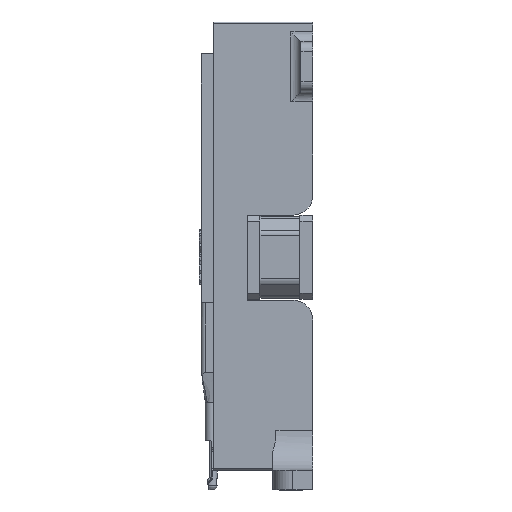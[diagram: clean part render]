
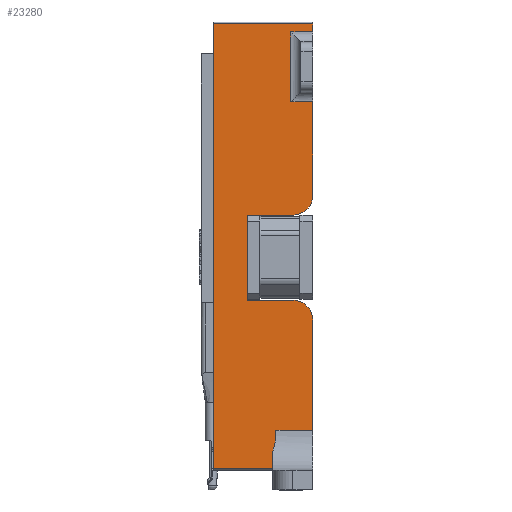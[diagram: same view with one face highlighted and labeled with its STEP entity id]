
A CAD part, left-side view. The second image highlights one B-rep face of the part: STEP entity #23280.
In plain terms, the highlighted face is planar.
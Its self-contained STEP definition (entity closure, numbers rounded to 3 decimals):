
#929=ELLIPSE('',#24852,2.236,2.);
#1630=LINE('',#34003,#4075);
#1716=LINE('',#34772,#4161);
#1722=LINE('',#34788,#4167);
#1725=LINE('',#34800,#4170);
#1727=LINE('',#34804,#4172);
#1728=LINE('',#34806,#4173);
#1729=LINE('',#34808,#4174);
#1730=LINE('',#34810,#4175);
#1731=LINE('',#34812,#4176);
#1732=LINE('',#34814,#4177);
#1733=LINE('',#34816,#4178);
#1734=LINE('',#34818,#4179);
#1735=LINE('',#34822,#4180);
#1736=LINE('',#34823,#4181);
#4075=VECTOR('',#27002,10.);
#4161=VECTOR('',#27346,10.);
#4167=VECTOR('',#27364,10.);
#4170=VECTOR('',#27377,10.);
#4172=VECTOR('',#27381,10.);
#4173=VECTOR('',#27382,10.);
#4174=VECTOR('',#27383,10.);
#4175=VECTOR('',#27384,10.);
#4176=VECTOR('',#27385,10.);
#4177=VECTOR('',#27386,10.);
#4178=VECTOR('',#27387,10.);
#4179=VECTOR('',#27388,10.);
#4180=VECTOR('',#27391,10.);
#4181=VECTOR('',#27392,10.);
#6478=PLANE('',#24851);
#7397=FACE_OUTER_BOUND('',#8696,.T.);
#8696=EDGE_LOOP('',(#16958,#16959,#16960,#16961,#16962,#16963,#16964,#16965,
#16966,#16967,#16968,#16969,#16970,#16971,#16972,#16973,#16974));
#10089=CIRCLE('',#24843,10.);
#10092=CIRCLE('',#24849,10.);
#10889=VERTEX_POINT('',#34000);
#10890=VERTEX_POINT('',#34002);
#10997=VERTEX_POINT('',#34769);
#10998=VERTEX_POINT('',#34771);
#11001=VERTEX_POINT('',#34781);
#11005=VERTEX_POINT('',#34794);
#11006=VERTEX_POINT('',#34796);
#11007=VERTEX_POINT('',#34803);
#11008=VERTEX_POINT('',#34805);
#11009=VERTEX_POINT('',#34807);
#11010=VERTEX_POINT('',#34809);
#11011=VERTEX_POINT('',#34811);
#11012=VERTEX_POINT('',#34813);
#11013=VERTEX_POINT('',#34815);
#11014=VERTEX_POINT('',#34817);
#11015=VERTEX_POINT('',#34819);
#11016=VERTEX_POINT('',#34821);
#13107=EDGE_CURVE('',#10890,#10889,#1630,.T.);
#13283=EDGE_CURVE('',#10997,#10998,#1716,.T.);
#13289=EDGE_CURVE('',#11001,#10997,#10089,.T.);
#13293=EDGE_CURVE('',#11001,#10890,#1722,.T.);
#13296=EDGE_CURVE('',#11005,#11006,#10092,.T.);
#13298=EDGE_CURVE('',#10889,#11006,#1725,.T.);
#13300=EDGE_CURVE('',#11007,#11005,#1727,.T.);
#13301=EDGE_CURVE('',#11008,#11007,#1728,.T.);
#13302=EDGE_CURVE('',#11009,#11008,#1729,.T.);
#13303=EDGE_CURVE('',#11010,#11009,#1730,.T.);
#13304=EDGE_CURVE('',#11011,#11010,#1731,.T.);
#13305=EDGE_CURVE('',#11012,#11011,#1732,.T.);
#13306=EDGE_CURVE('',#11012,#11013,#1733,.T.);
#13307=EDGE_CURVE('',#11014,#11013,#1734,.T.);
#13308=EDGE_CURVE('',#11015,#11014,#929,.T.);
#13309=EDGE_CURVE('',#11015,#11016,#1735,.T.);
#13310=EDGE_CURVE('',#10998,#11016,#1736,.T.);
#16958=ORIENTED_EDGE('',*,*,#13289,.F.);
#16959=ORIENTED_EDGE('',*,*,#13293,.T.);
#16960=ORIENTED_EDGE('',*,*,#13107,.T.);
#16961=ORIENTED_EDGE('',*,*,#13298,.T.);
#16962=ORIENTED_EDGE('',*,*,#13296,.F.);
#16963=ORIENTED_EDGE('',*,*,#13300,.F.);
#16964=ORIENTED_EDGE('',*,*,#13301,.F.);
#16965=ORIENTED_EDGE('',*,*,#13302,.F.);
#16966=ORIENTED_EDGE('',*,*,#13303,.F.);
#16967=ORIENTED_EDGE('',*,*,#13304,.F.);
#16968=ORIENTED_EDGE('',*,*,#13305,.F.);
#16969=ORIENTED_EDGE('',*,*,#13306,.T.);
#16970=ORIENTED_EDGE('',*,*,#13307,.F.);
#16971=ORIENTED_EDGE('',*,*,#13308,.F.);
#16972=ORIENTED_EDGE('',*,*,#13309,.T.);
#16973=ORIENTED_EDGE('',*,*,#13310,.F.);
#16974=ORIENTED_EDGE('',*,*,#13283,.F.);
#23280=ADVANCED_FACE('',(#7397),#6478,.T.);
#24843=AXIS2_PLACEMENT_3D('',#34782,#27356,#27357);
#24849=AXIS2_PLACEMENT_3D('',#34797,#27372,#27373);
#24851=AXIS2_PLACEMENT_3D('',#34802,#27379,#27380);
#24852=AXIS2_PLACEMENT_3D('',#34820,#27389,#27390);
#27002=DIRECTION('',(0.,0.,-1.));
#27346=DIRECTION('',(0.,0.,1.));
#27356=DIRECTION('center_axis',(-1.,0.,0.));
#27357=DIRECTION('ref_axis',(0.,-0.707,-0.707));
#27364=DIRECTION('',(0.,1.,0.));
#27372=DIRECTION('center_axis',(-1.,0.,0.));
#27373=DIRECTION('ref_axis',(0.,-0.707,0.707));
#27377=DIRECTION('',(0.,-1.,0.));
#27379=DIRECTION('center_axis',(1.,0.,0.));
#27380=DIRECTION('ref_axis',(0.,1.,0.));
#27381=DIRECTION('',(0.,0.,1.));
#27382=DIRECTION('',(0.,-1.,0.));
#27383=DIRECTION('',(0.,0.,1.));
#27384=DIRECTION('',(0.,1.,0.));
#27385=DIRECTION('',(0.,0.,1.));
#27386=DIRECTION('',(0.,-1.,0.));
#27387=DIRECTION('',(0.,0.,1.));
#27388=DIRECTION('',(0.,1.,0.));
#27389=DIRECTION('center_axis',(1.,0.,0.));
#27390=DIRECTION('ref_axis',(0.,-1.,0.));
#27391=DIRECTION('',(0.,0.,-1.));
#27392=DIRECTION('',(0.,1.,0.));
#34000=CARTESIAN_POINT('',(22.5,-7.,97.));
#34002=CARTESIAN_POINT('',(22.5,-7.,139.7));
#34003=CARTESIAN_POINT('',(22.5,-7.,48.5));
#34769=CARTESIAN_POINT('',(22.5,-40.,149.7));
#34771=CARTESIAN_POINT('',(22.5,-40.,205.));
#34772=CARTESIAN_POINT('',(22.5,-40.,0.));
#34781=CARTESIAN_POINT('',(22.5,-30.,139.7));
#34782=CARTESIAN_POINT('Origin',(22.5,-30.,149.7));
#34788=CARTESIAN_POINT('',(22.5,-8.5,139.7));
#34794=CARTESIAN_POINT('',(22.5,-40.,87.));
#34796=CARTESIAN_POINT('',(22.5,-30.,97.));
#34797=CARTESIAN_POINT('Origin',(22.5,-30.,87.));
#34800=CARTESIAN_POINT('',(22.5,-25.,97.));
#34802=CARTESIAN_POINT('Origin',(22.5,-10.,0.));
#34803=CARTESIAN_POINT('',(22.5,-40.,40.));
#34804=CARTESIAN_POINT('',(22.5,-40.,0.));
#34805=CARTESIAN_POINT('',(22.5,-29.,40.));
#34806=CARTESIAN_POINT('',(22.5,-22.,40.));
#34807=CARTESIAN_POINT('',(22.5,-29.,5.));
#34808=CARTESIAN_POINT('',(22.5,-29.,5.));
#34809=CARTESIAN_POINT('',(22.5,-40.,5.));
#34810=CARTESIAN_POINT('',(22.5,-25.,5.));
#34811=CARTESIAN_POINT('',(22.5,-40.,1.));
#34812=CARTESIAN_POINT('',(22.5,-40.,0.));
#34813=CARTESIAN_POINT('',(22.5,10.,1.));
#34814=CARTESIAN_POINT('',(22.5,-5.,1.));
#34815=CARTESIAN_POINT('',(22.5,10.,224.));
#34816=CARTESIAN_POINT('',(22.5,10.,0.));
#34817=CARTESIAN_POINT('',(22.5,-20.882,224.));
#34818=CARTESIAN_POINT('',(22.5,-5.,224.));
#34819=CARTESIAN_POINT('',(22.5,-21.5,224.078));
#34820=CARTESIAN_POINT('Origin',(22.5,-20.882,226.));
#34821=CARTESIAN_POINT('',(22.5,-21.5,205.));
#34822=CARTESIAN_POINT('',(22.5,-21.5,115.));
#34823=CARTESIAN_POINT('',(22.5,-25.,205.));
